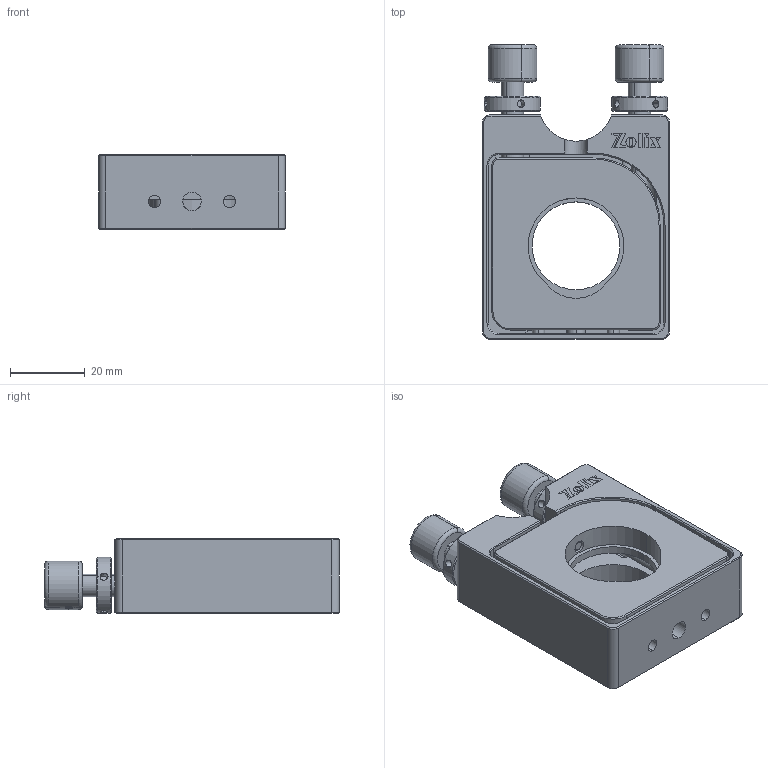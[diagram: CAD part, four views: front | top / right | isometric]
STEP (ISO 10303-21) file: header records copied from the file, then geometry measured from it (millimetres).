
FILE_DESCRIPTION (( 'STEP AP203' ), '1' );
FILE_NAME ('NMV25.4.step', '2019-05-10T01:16:08', ( 'User' ), ( 'User' ), 'SwSTEP 2.0', 'SolidWorks 2016', '' );
FILE_SCHEMA (( 'CONFIG_CONTROL_DESIGN' ));
Length unit declared in the file: millimetre
Products named in the file (1): NMV25.4
Bounding box: 50 x 78.82 x 20 mm (x, y, z)
Surface area: 21428.1 mm2 (no closed solid volume)
Topology: 0 solids, 27 shells, 252 faces, 1077 edges, 809 vertices
Faces by surface type: plane 102, cylinder 96, cone 44, torus 8, sphere 2
Entity records: 11691 total; most frequent: CARTESIAN_POINT 2915, DIRECTION 1815, ORIENTED_EDGE 1571, EDGE_CURVE 1062, VERTEX_POINT 806, VECTOR 699, LINE 699, AXIS2_PLACEMENT_3D 558
